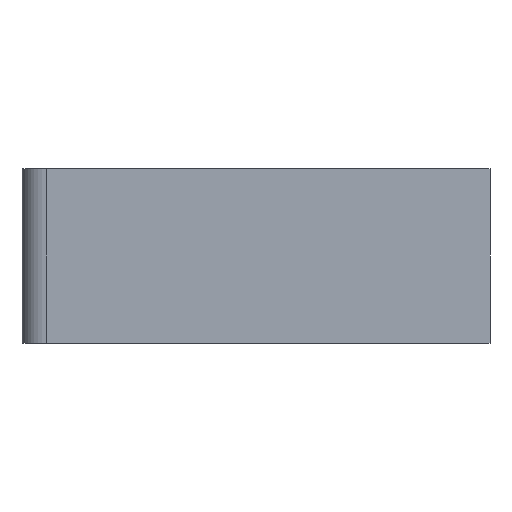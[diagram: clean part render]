
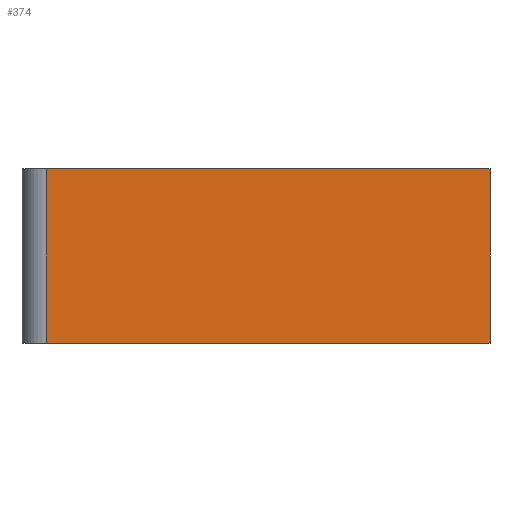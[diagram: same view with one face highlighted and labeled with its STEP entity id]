
A CAD part, front view. The second image highlights one B-rep face of the part: STEP entity #374.
In plain terms, the highlighted planar face has unit normal (0, -1, 0).
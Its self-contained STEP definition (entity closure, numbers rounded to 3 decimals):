
#29 = VECTOR ( 'NONE', #145, 1000. ) ;
#37 = EDGE_CURVE ( 'NONE', #385, #382, #147, .T. ) ;
#49 = EDGE_CURVE ( 'NONE', #386, #388, #109, .T. ) ;
#57 = EDGE_CURVE ( 'NONE', #386, #385, #85, .T. ) ;
#76 = VECTOR ( 'NONE', #107, 1000. ) ;
#77 = VECTOR ( 'NONE', #83, 1000. ) ;
#78 = AXIS2_PLACEMENT_3D ( 'NONE', #227, #228, #229 ) ;
#83 = DIRECTION ( 'NONE',  ( 0., 0., -1. ) ) ;
#84 = CARTESIAN_POINT ( 'NONE',  ( 0., -7., 25. ) ) ;
#85 = LINE ( 'NONE', #84, #77 ) ;
#107 = DIRECTION ( 'NONE',  ( 1., 0., 0. ) ) ;
#108 = CARTESIAN_POINT ( 'NONE',  ( 127., -7., 25. ) ) ;
#109 = LINE ( 'NONE', #108, #76 ) ;
#145 = DIRECTION ( 'NONE',  ( 1., 0., 0. ) ) ;
#146 = CARTESIAN_POINT ( 'NONE',  ( 127., -7., -25. ) ) ;
#147 = LINE ( 'NONE', #146, #29 ) ;
#165 = EDGE_LOOP ( 'NONE', ( #403, #404, #417, #380 ) ) ;
#204 = LINE ( 'NONE', #205, #319 ) ;
#205 = CARTESIAN_POINT ( 'NONE',  ( 127., -7., 25. ) ) ;
#206 = DIRECTION ( 'NONE',  ( 0., 0., -1. ) ) ;
#226 = PLANE ( 'NONE',  #78 ) ;
#227 = CARTESIAN_POINT ( 'NONE',  ( 127., -7., 25. ) ) ;
#228 = DIRECTION ( 'NONE',  ( 0., 1., 0. ) ) ;
#229 = DIRECTION ( 'NONE',  ( -1., 0., 0. ) ) ;
#241 = CARTESIAN_POINT ( 'NONE',  ( 127., -7., -25. ) ) ;
#244 = CARTESIAN_POINT ( 'NONE',  ( 0., -7., -25. ) ) ;
#245 = CARTESIAN_POINT ( 'NONE',  ( 0., -7., 25. ) ) ;
#246 = CARTESIAN_POINT ( 'NONE',  ( 127., -7., 25. ) ) ;
#318 = FACE_OUTER_BOUND ( 'NONE', #165, .T. ) ;
#319 = VECTOR ( 'NONE', #206, 1000. ) ;
#361 = EDGE_CURVE ( 'NONE', #388, #382, #204, .T. ) ;
#374 = ADVANCED_FACE ( 'NONE', ( #318 ), #226, .F. ) ;
#380 = ORIENTED_EDGE ( 'NONE', *, *, #57, .T. ) ;
#382 = VERTEX_POINT ( 'NONE', #241 ) ;
#385 = VERTEX_POINT ( 'NONE', #244 ) ;
#386 = VERTEX_POINT ( 'NONE', #245 ) ;
#388 = VERTEX_POINT ( 'NONE', #246 ) ;
#403 = ORIENTED_EDGE ( 'NONE', *, *, #37, .T. ) ;
#404 = ORIENTED_EDGE ( 'NONE', *, *, #361, .F. ) ;
#417 = ORIENTED_EDGE ( 'NONE', *, *, #49, .F. ) ;
